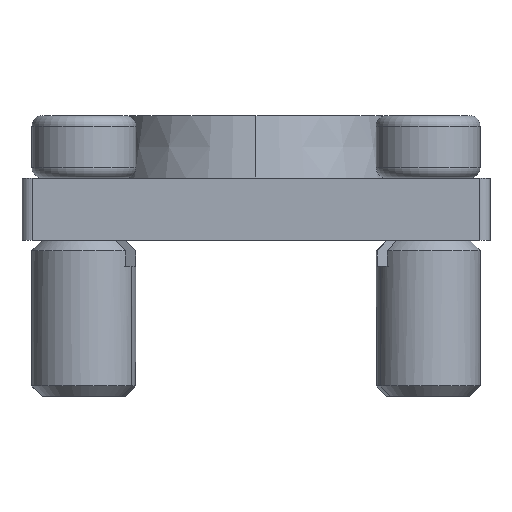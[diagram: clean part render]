
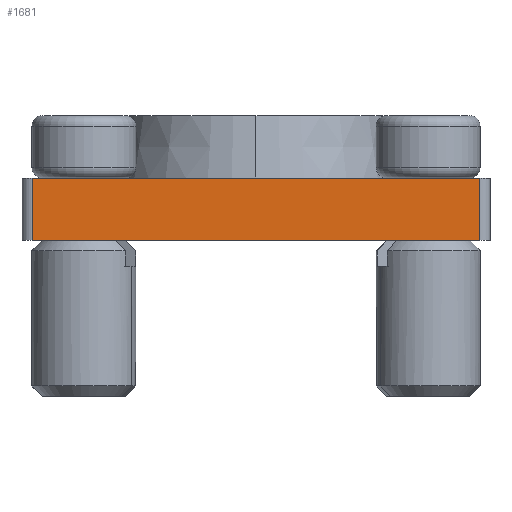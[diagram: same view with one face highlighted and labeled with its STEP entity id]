
A CAD part, left-side view. The second image highlights one B-rep face of the part: STEP entity #1681.
In plain terms, the highlighted planar face has unit normal (-1, 0, 0).
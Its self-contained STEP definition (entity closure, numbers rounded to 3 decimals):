
#116 = CARTESIAN_POINT ( 'NONE',  ( 0., 0., 0. ) ) ;
#196 = VERTEX_POINT ( 'NONE', #936 ) ;
#336 = PLANE ( 'NONE',  #2647 ) ;
#356 = LINE ( 'NONE', #116, #2205 ) ;
#380 = ORIENTED_EDGE ( 'NONE', *, *, #2103, .T. ) ;
#454 = EDGE_CURVE ( 'NONE', #918, #1071, #1970, .T. ) ;
#753 = VECTOR ( 'NONE', #1135, 1000. ) ;
#918 = VERTEX_POINT ( 'NONE', #1565 ) ;
#936 = CARTESIAN_POINT ( 'NONE',  ( 0., 1., 6. ) ) ;
#952 = FACE_OUTER_BOUND ( 'NONE', #2084, .T. ) ;
#1021 = CARTESIAN_POINT ( 'NONE',  ( 0., 0., 6. ) ) ;
#1071 = VERTEX_POINT ( 'NONE', #2958 ) ;
#1075 = ORIENTED_EDGE ( 'NONE', *, *, #2809, .F. ) ;
#1135 = DIRECTION ( 'NONE',  ( 0., 0., -1. ) ) ;
#1195 = EDGE_CURVE ( 'NONE', #1071, #2220, #356, .T. ) ;
#1252 = DIRECTION ( 'NONE',  ( 0., -1., 0. ) ) ;
#1282 = ORIENTED_EDGE ( 'NONE', *, *, #454, .T. ) ;
#1414 = DIRECTION ( 'NONE',  ( 0., 0., 1. ) ) ;
#1422 = CARTESIAN_POINT ( 'NONE',  ( 0., 44., 6. ) ) ;
#1447 = ORIENTED_EDGE ( 'NONE', *, *, #1195, .T. ) ;
#1565 = CARTESIAN_POINT ( 'NONE',  ( 0., 44., 6. ) ) ;
#1621 = LINE ( 'NONE', #2583, #2645 ) ;
#1681 = ADVANCED_FACE ( 'NONE', ( #952 ), #336, .F. ) ;
#1750 = DIRECTION ( 'NONE',  ( 0., 0., -1. ) ) ;
#1927 = VECTOR ( 'NONE', #1252, 1000. ) ;
#1970 = LINE ( 'NONE', #1422, #753 ) ;
#1977 = CARTESIAN_POINT ( 'NONE',  ( 0., 0., 6. ) ) ;
#1989 = DIRECTION ( 'NONE',  ( 0., -1., 0. ) ) ;
#2084 = EDGE_LOOP ( 'NONE', ( #1447, #380, #1075, #1282 ) ) ;
#2103 = EDGE_CURVE ( 'NONE', #2220, #196, #1621, .T. ) ;
#2205 = VECTOR ( 'NONE', #1989, 1000. ) ;
#2220 = VERTEX_POINT ( 'NONE', #2303 ) ;
#2303 = CARTESIAN_POINT ( 'NONE',  ( 0., 1., 0. ) ) ;
#2451 = DIRECTION ( 'NONE',  ( 1., 0., 0. ) ) ;
#2523 = LINE ( 'NONE', #1977, #1927 ) ;
#2583 = CARTESIAN_POINT ( 'NONE',  ( 0., 1., 6. ) ) ;
#2645 = VECTOR ( 'NONE', #1414, 1000. ) ;
#2647 = AXIS2_PLACEMENT_3D ( 'NONE', #1021, #2451, #1750 ) ;
#2809 = EDGE_CURVE ( 'NONE', #918, #196, #2523, .T. ) ;
#2958 = CARTESIAN_POINT ( 'NONE',  ( 0., 44., 0. ) ) ;
